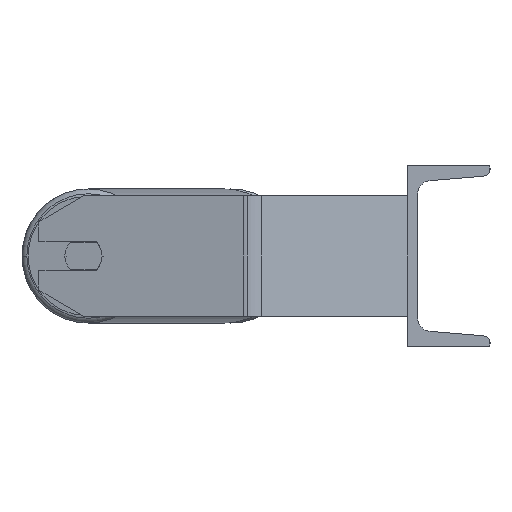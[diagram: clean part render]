
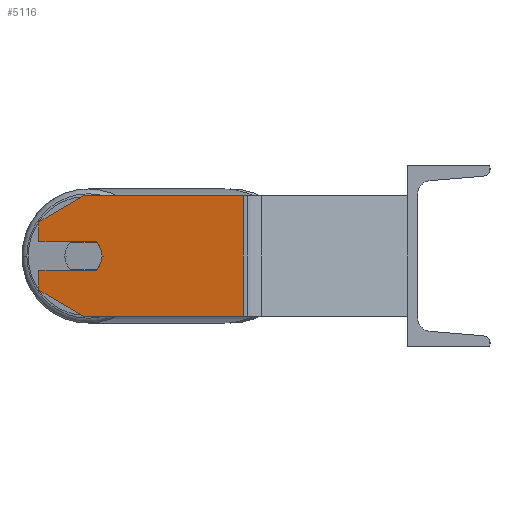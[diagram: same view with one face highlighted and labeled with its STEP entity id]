
A CAD part, left-side view. The second image highlights one B-rep face of the part: STEP entity #5116.
In plain terms, the highlighted planar face has unit normal (-0.985, 0.174, 0).
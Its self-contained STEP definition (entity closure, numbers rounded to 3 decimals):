
#11 = DIRECTION ( 'NONE',  ( -0.174, -0.985, 0. ) ) ;
#96 = DIRECTION ( 'NONE',  ( -0.174, -0.985, 0. ) ) ;
#159 = CARTESIAN_POINT ( 'NONE',  ( -838.756, 202.391, 0. ) ) ;
#179 = VERTEX_POINT ( 'NONE', #2999 ) ;
#218 = VECTOR ( 'NONE', #1501, 1000. ) ;
#229 = ORIENTED_EDGE ( 'NONE', *, *, #5425, .T. ) ;
#323 = VERTEX_POINT ( 'NONE', #6889 ) ;
#496 = EDGE_CURVE ( 'NONE', #7524, #4828, #4896, .T. ) ;
#556 = DIRECTION ( 'NONE',  ( 0.174, 0.985, 0. ) ) ;
#831 = EDGE_CURVE ( 'NONE', #7524, #179, #3278, .T. ) ;
#844 = CARTESIAN_POINT ( 'NONE',  ( -831.376, 244.245, -40. ) ) ;
#928 = ORIENTED_EDGE ( 'NONE', *, *, #8157, .T. ) ;
#1242 = DIRECTION ( 'NONE',  ( 0., 0., -1. ) ) ;
#1252 = DIRECTION ( 'NONE',  ( -0.985, 0.174, 0. ) ) ;
#1365 = EDGE_LOOP ( 'NONE', ( #928, #8223, #229, #8729, #1690, #2379, #4369, #5523, #8565, #1681, #1620 ) ) ;
#1398 = DIRECTION ( 'NONE',  ( 0.174, 0.985, 0. ) ) ;
#1441 = CARTESIAN_POINT ( 'NONE',  ( -831.376, 244.245, 9.5 ) ) ;
#1501 = DIRECTION ( 'NONE',  ( -0.15, -0.853, -0.5 ) ) ;
#1525 = VERTEX_POINT ( 'NONE', #6842 ) ;
#1565 = FACE_OUTER_BOUND ( 'NONE', #1365, .T. ) ;
#1590 = CARTESIAN_POINT ( 'NONE',  ( -836.586, 214.701, -40. ) ) ;
#1620 = ORIENTED_EDGE ( 'NONE', *, *, #5328, .F. ) ;
#1681 = ORIENTED_EDGE ( 'NONE', *, *, #3429, .F. ) ;
#1690 = ORIENTED_EDGE ( 'NONE', *, *, #496, .F. ) ;
#1760 = EDGE_CURVE ( 'NONE', #7155, #1525, #7734, .T. ) ;
#1765 = AXIS2_PLACEMENT_3D ( 'NONE', #8261, #1252, #7399 ) ;
#1908 = VERTEX_POINT ( 'NONE', #2720 ) ;
#2074 = CARTESIAN_POINT ( 'NONE',  ( -836.586, 214.701, 40. ) ) ;
#2192 = LINE ( 'NONE', #844, #6559 ) ;
#2230 = CARTESIAN_POINT ( 'NONE',  ( -836.586, 214.701, 0. ) ) ;
#2254 = DIRECTION ( 'NONE',  ( -0.174, -0.985, 0. ) ) ;
#2379 = ORIENTED_EDGE ( 'NONE', *, *, #831, .T. ) ;
#2441 = CARTESIAN_POINT ( 'NONE',  ( -836.586, 214.701, -40. ) ) ;
#2543 = VECTOR ( 'NONE', #4278, 1000. ) ;
#2720 = CARTESIAN_POINT ( 'NONE',  ( -831.376, 244.245, -9.5 ) ) ;
#2999 = CARTESIAN_POINT ( 'NONE',  ( -831.376, 244.245, 22.679 ) ) ;
#3224 = CARTESIAN_POINT ( 'NONE',  ( -831.376, 244.245, 40. ) ) ;
#3277 = DIRECTION ( 'NONE',  ( 0.985, -0.174, 0. ) ) ;
#3278 = LINE ( 'NONE', #4597, #8000 ) ;
#3429 = EDGE_CURVE ( 'NONE', #5334, #5326, #8544, .T. ) ;
#3746 = CARTESIAN_POINT ( 'NONE',  ( -837.996, 206.7, -9.5 ) ) ;
#3837 = LINE ( 'NONE', #3224, #8829 ) ;
#4075 = VECTOR ( 'NONE', #2254, 1000. ) ;
#4257 = CARTESIAN_POINT ( 'NONE',  ( -831.376, 244.245, -22.679 ) ) ;
#4273 = EDGE_CURVE ( 'NONE', #5915, #5127, #5783, .T. ) ;
#4278 = DIRECTION ( 'NONE',  ( -0.174, -0.985, 0. ) ) ;
#4358 = CARTESIAN_POINT ( 'NONE',  ( -837.996, 206.7, 9.5 ) ) ;
#4364 = PLANE ( 'NONE',  #8942 ) ;
#4369 = ORIENTED_EDGE ( 'NONE', *, *, #7260, .T. ) ;
#4597 = CARTESIAN_POINT ( 'NONE',  ( -831.376, 244.245, 22.679 ) ) ;
#4828 = VERTEX_POINT ( 'NONE', #6846 ) ;
#4849 = DIRECTION ( 'NONE',  ( 0., 0., -1. ) ) ;
#4896 = LINE ( 'NONE', #7737, #2543 ) ;
#4994 = VECTOR ( 'NONE', #1242, 1000. ) ;
#5093 = CARTESIAN_POINT ( 'NONE',  ( -837.996, 206.7, -9.5 ) ) ;
#5116 = ADVANCED_FACE ( 'NONE', ( #1565 ), #4364, .F. ) ;
#5127 = VERTEX_POINT ( 'NONE', #2441 ) ;
#5326 = VERTEX_POINT ( 'NONE', #159 ) ;
#5328 = EDGE_CURVE ( 'NONE', #1908, #5334, #5834, .T. ) ;
#5334 = VERTEX_POINT ( 'NONE', #3746 ) ;
#5425 = EDGE_CURVE ( 'NONE', #5127, #323, #2192, .T. ) ;
#5523 = ORIENTED_EDGE ( 'NONE', *, *, #1760, .F. ) ;
#5590 = CARTESIAN_POINT ( 'NONE',  ( -831.376, 244.245, 40. ) ) ;
#5783 = LINE ( 'NONE', #1590, #218 ) ;
#5834 = LINE ( 'NONE', #5093, #4075 ) ;
#5915 = VERTEX_POINT ( 'NONE', #4257 ) ;
#6456 = VECTOR ( 'NONE', #4849, 1000. ) ;
#6483 = DIRECTION ( 'NONE',  ( -0.985, 0.174, 0. ) ) ;
#6559 = VECTOR ( 'NONE', #96, 1000. ) ;
#6651 = DIRECTION ( 'NONE',  ( 0., 0., -1. ) ) ;
#6842 = CARTESIAN_POINT ( 'NONE',  ( -831.376, 244.245, 9.5 ) ) ;
#6846 = CARTESIAN_POINT ( 'NONE',  ( -855.3, 108.568, 40. ) ) ;
#6851 = EDGE_CURVE ( 'NONE', #5326, #7155, #8537, .T. ) ;
#6889 = CARTESIAN_POINT ( 'NONE',  ( -855.3, 108.568, -40. ) ) ;
#7155 = VERTEX_POINT ( 'NONE', #4358 ) ;
#7260 = EDGE_CURVE ( 'NONE', #179, #1525, #3837, .T. ) ;
#7392 = LINE ( 'NONE', #7444, #4994 ) ;
#7399 = DIRECTION ( 'NONE',  ( -0.174, -0.985, 0. ) ) ;
#7444 = CARTESIAN_POINT ( 'NONE',  ( -855.3, 108.568, 40. ) ) ;
#7498 = AXIS2_PLACEMENT_3D ( 'NONE', #2230, #6483, #11 ) ;
#7524 = VERTEX_POINT ( 'NONE', #2074 ) ;
#7734 = LINE ( 'NONE', #1441, #8335 ) ;
#7737 = CARTESIAN_POINT ( 'NONE',  ( -831.376, 244.245, 40. ) ) ;
#8000 = VECTOR ( 'NONE', #8905, 1000. ) ;
#8157 = EDGE_CURVE ( 'NONE', #1908, #5915, #9059, .T. ) ;
#8223 = ORIENTED_EDGE ( 'NONE', *, *, #4273, .T. ) ;
#8261 = CARTESIAN_POINT ( 'NONE',  ( -836.586, 214.701, 0. ) ) ;
#8335 = VECTOR ( 'NONE', #1398, 1000. ) ;
#8537 = CIRCLE ( 'NONE', #7498, 12.5 ) ;
#8544 = CIRCLE ( 'NONE', #1765, 12.5 ) ;
#8565 = ORIENTED_EDGE ( 'NONE', *, *, #6851, .F. ) ;
#8729 = ORIENTED_EDGE ( 'NONE', *, *, #9101, .F. ) ;
#8829 = VECTOR ( 'NONE', #6651, 1000. ) ;
#8904 = CARTESIAN_POINT ( 'NONE',  ( -831.376, 244.245, 40. ) ) ;
#8905 = DIRECTION ( 'NONE',  ( 0.15, 0.853, -0.5 ) ) ;
#8942 = AXIS2_PLACEMENT_3D ( 'NONE', #8904, #3277, #556 ) ;
#9059 = LINE ( 'NONE', #5590, #6456 ) ;
#9101 = EDGE_CURVE ( 'NONE', #4828, #323, #7392, .T. ) ;
